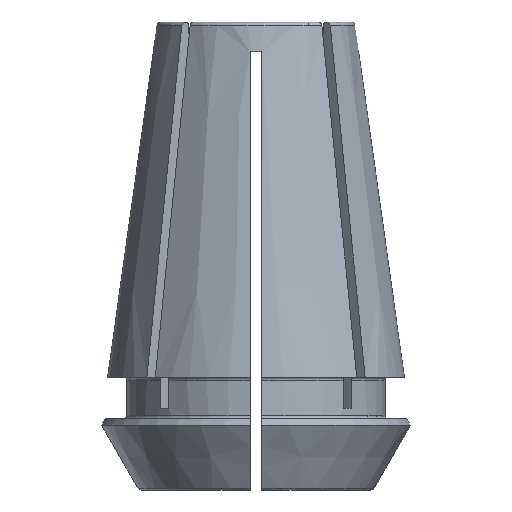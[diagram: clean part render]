
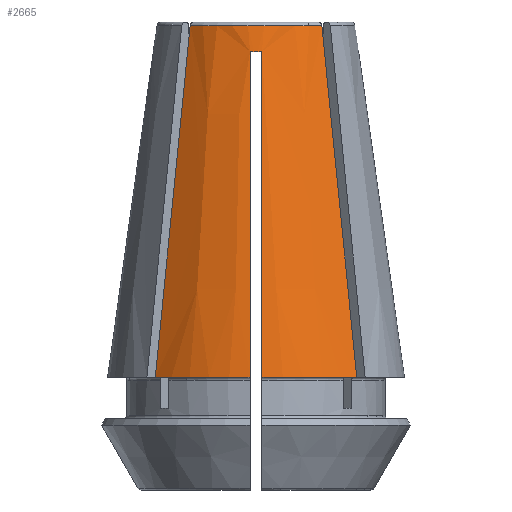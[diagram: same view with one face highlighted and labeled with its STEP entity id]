
A CAD part, front view. The second image highlights one B-rep face of the part: STEP entity #2665.
In plain terms, the highlighted conical face has half-angle 8 degrees and reference radius 6.641 mm.
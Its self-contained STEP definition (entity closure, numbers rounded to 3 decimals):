
#140=B_SPLINE_CURVE_WITH_KNOTS('',3,(#4195,#4196,#4197,#4198,#4199,#4200,
#4201,#4202,#4203,#4204),.UNSPECIFIED.,.F.,.F.,(4,3,3,4),(0.01,
0.013,0.026,0.032),.UNSPECIFIED.);
#146=B_SPLINE_CURVE_WITH_KNOTS('',3,(#4277,#4278,#4279,#4280,#4281,#4282,
#4283),.UNSPECIFIED.,.F.,.F.,(4,3,4),(0.,0.012,
0.024),.UNSPECIFIED.);
#184=B_SPLINE_CURVE_WITH_KNOTS('',3,(#4800,#4801,#4802,#4803,#4804,#4805,
#4806),.UNSPECIFIED.,.F.,.F.,(4,3,4),(0.,0.018,
0.024),.UNSPECIFIED.);
#185=B_SPLINE_CURVE_WITH_KNOTS('',3,(#4809,#4810,#4811,#4812,#4813,#4814,
#4815,#4816,#4817,#4818),.UNSPECIFIED.,.F.,.F.,(4,3,3,4),(0.01,
0.013,0.026,0.032),.UNSPECIFIED.);
#211=CONICAL_SURFACE('',#2946,6.641,0.14);
#1105=ORIENTED_EDGE('',*,*,#1776,.T.);
#1106=ORIENTED_EDGE('',*,*,#1777,.T.);
#1107=ORIENTED_EDGE('',*,*,#1774,.F.);
#1108=ORIENTED_EDGE('',*,*,#1577,.T.);
#1109=ORIENTED_EDGE('',*,*,#1778,.T.);
#1110=ORIENTED_EDGE('',*,*,#1779,.F.);
#1111=ORIENTED_EDGE('',*,*,#1534,.F.);
#1112=ORIENTED_EDGE('',*,*,#1550,.T.);
#1534=EDGE_CURVE('',#1940,#1942,#2142,.T.);
#1550=EDGE_CURVE('',#1940,#1956,#140,.T.);
#1577=EDGE_CURVE('',#1981,#1980,#146,.T.);
#1774=EDGE_CURVE('',#1981,#2097,#2239,.T.);
#1776=EDGE_CURVE('',#1956,#2098,#2240,.T.);
#1777=EDGE_CURVE('',#2098,#2097,#184,.T.);
#1778=EDGE_CURVE('',#1980,#2099,#2241,.T.);
#1779=EDGE_CURVE('',#1942,#2099,#185,.T.);
#1940=VERTEX_POINT('',#4149);
#1942=VERTEX_POINT('',#4152);
#1956=VERTEX_POINT('',#4194);
#1980=VERTEX_POINT('',#4276);
#1981=VERTEX_POINT('',#4284);
#2097=VERTEX_POINT('',#4792);
#2098=VERTEX_POINT('',#4799);
#2099=VERTEX_POINT('',#4808);
#2142=CIRCLE('',#2777,6.922);
#2239=CIRCLE('',#2945,6.677);
#2240=CIRCLE('',#2947,10.);
#2241=CIRCLE('',#2948,10.);
#2357=EDGE_LOOP('',(#1105,#1106,#1107,#1108,#1109,#1110,#1111,#1112));
#2497=FACE_BOUND('',#2357,.T.);
#2665=ADVANCED_FACE('',(#2497),#211,.T.);
#2777=AXIS2_PLACEMENT_3D('',#4151,#3187,#3188);
#2945=AXIS2_PLACEMENT_3D('',#4791,#3619,#3620);
#2946=AXIS2_PLACEMENT_3D('',#4797,#3621,#3622);
#2947=AXIS2_PLACEMENT_3D('',#4798,#3623,#3624);
#2948=AXIS2_PLACEMENT_3D('',#4807,#3625,#3626);
#3187=DIRECTION('',(0.,0.,-1.));
#3188=DIRECTION('',(-1.,0.,0.));
#3619=DIRECTION('',(0.,0.,1.));
#3620=DIRECTION('',(1.,0.,0.));
#3621=DIRECTION('',(0.,0.,-1.));
#3622=DIRECTION('',(-1.,0.,0.));
#3623=DIRECTION('',(0.,0.,1.));
#3624=DIRECTION('',(1.,0.,0.));
#3625=DIRECTION('',(0.,0.,1.));
#3626=DIRECTION('',(1.,0.,0.));
#4149=CARTESIAN_POINT('',(0.4,-6.911,24.7));
#4151=CARTESIAN_POINT('',(0.,0.,24.7));
#4152=CARTESIAN_POINT('',(-0.4,-6.911,24.7));
#4194=CARTESIAN_POINT('',(0.4,-9.992,2.8));
#4195=CARTESIAN_POINT('',(0.4,-6.911,24.7));
#4196=CARTESIAN_POINT('',(0.4,-7.043,23.76));
#4197=CARTESIAN_POINT('',(0.4,-7.175,22.819));
#4198=CARTESIAN_POINT('',(0.4,-7.308,21.879));
#4199=CARTESIAN_POINT('',(0.4,-7.905,17.638));
#4200=CARTESIAN_POINT('',(0.4,-8.501,13.396));
#4201=CARTESIAN_POINT('',(0.4,-9.098,9.155));
#4202=CARTESIAN_POINT('',(0.4,-9.396,7.037));
#4203=CARTESIAN_POINT('',(0.4,-9.694,4.918));
#4204=CARTESIAN_POINT('',(0.4,-9.992,2.8));
#4276=CARTESIAN_POINT('',(-6.783,-7.348,2.8));
#4277=CARTESIAN_POINT('',(-4.43,-4.996,26.442));
#4278=CARTESIAN_POINT('',(-4.816,-5.381,22.572));
#4279=CARTESIAN_POINT('',(-5.201,-5.766,18.703));
#4280=CARTESIAN_POINT('',(-5.586,-6.151,14.833));
#4281=CARTESIAN_POINT('',(-5.985,-6.55,10.822));
#4282=CARTESIAN_POINT('',(-6.384,-6.949,6.811));
#4283=CARTESIAN_POINT('',(-6.783,-7.348,2.8));
#4284=CARTESIAN_POINT('',(-4.43,-4.996,26.442));
#4791=CARTESIAN_POINT('',(0.,0.,26.442));
#4792=CARTESIAN_POINT('',(4.43,-4.996,26.442));
#4797=CARTESIAN_POINT('',(0.,0.,26.7));
#4798=CARTESIAN_POINT('',(0.,0.,2.8));
#4799=CARTESIAN_POINT('',(6.783,-7.348,2.8));
#4800=CARTESIAN_POINT('',(6.783,-7.348,2.8));
#4801=CARTESIAN_POINT('',(6.206,-6.772,8.595));
#4802=CARTESIAN_POINT('',(5.63,-6.195,14.39));
#4803=CARTESIAN_POINT('',(5.053,-5.619,20.185));
#4804=CARTESIAN_POINT('',(4.845,-5.411,22.271));
#4805=CARTESIAN_POINT('',(4.638,-5.204,24.356));
#4806=CARTESIAN_POINT('',(4.43,-4.996,26.442));
#4807=CARTESIAN_POINT('',(0.,0.,2.8));
#4808=CARTESIAN_POINT('',(-0.4,-9.992,2.8));
#4809=CARTESIAN_POINT('',(-0.4,-6.911,24.7));
#4810=CARTESIAN_POINT('',(-0.4,-7.043,23.76));
#4811=CARTESIAN_POINT('',(-0.4,-7.175,22.819));
#4812=CARTESIAN_POINT('',(-0.4,-7.308,21.879));
#4813=CARTESIAN_POINT('',(-0.4,-7.905,17.638));
#4814=CARTESIAN_POINT('',(-0.4,-8.501,13.396));
#4815=CARTESIAN_POINT('',(-0.4,-9.098,9.155));
#4816=CARTESIAN_POINT('',(-0.4,-9.396,7.037));
#4817=CARTESIAN_POINT('',(-0.4,-9.694,4.918));
#4818=CARTESIAN_POINT('',(-0.4,-9.992,2.8));
